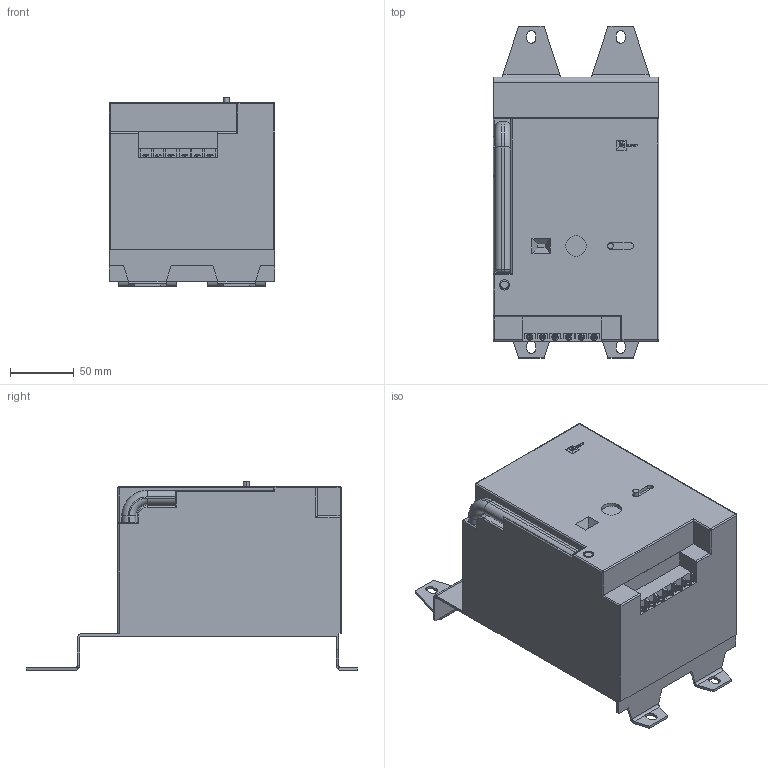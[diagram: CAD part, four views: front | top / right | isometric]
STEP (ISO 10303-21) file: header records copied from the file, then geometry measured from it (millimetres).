
FILE_DESCRIPTION (( 'STEP AP203' ), '1' );
FILE_NAME ('Ìîòîðíûé ïðèâîä ê ÂÀ-99Ì 800 EKF Basic.STEP', '2018-06-14T10:39:14', ( '' ), ( '' ), 'SwSTEP 2.0', 'SolidWorks 2017', '' );
FILE_SCHEMA (( 'CONFIG_CONTROL_DESIGN' ));
Length unit declared in the file: millimetre
Products named in the file (1): Ìîòîðíûé ïðèâîä ê ÂÀ-99Ì 800 EKF Basic
Bounding box: 130 x 260 x 148 mm (x, y, z)
Volume: 2612519.4 mm3; surface area: 154701 mm2
Topology: 1 solids, 1 shells, 394 faces, 1059 edges, 675 vertices
Faces by surface type: plane 254, cylinder 90, torus 24, bspline 18, sphere 8
Entity records: 12916 total; most frequent: CARTESIAN_POINT 3158, ORIENTED_EDGE 2102, DIRECTION 1904, EDGE_CURVE 1051, LINE 726, VECTOR 726, VERTEX_POINT 675, AXIS2_PLACEMENT_3D 589
